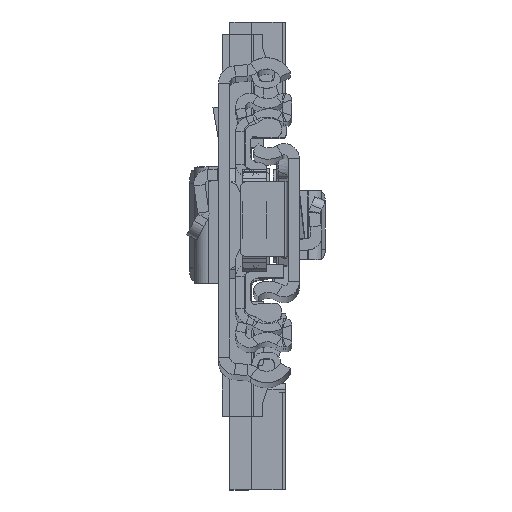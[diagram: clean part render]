
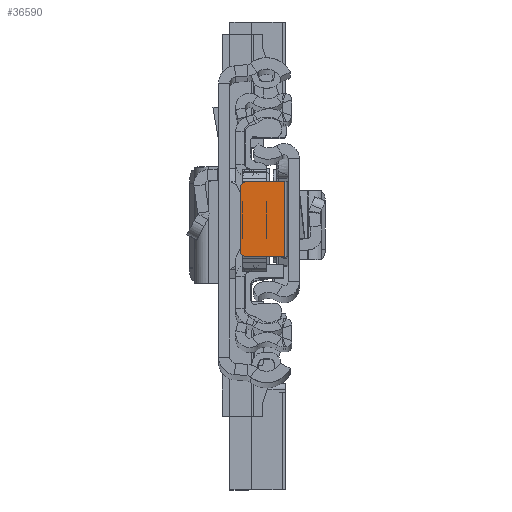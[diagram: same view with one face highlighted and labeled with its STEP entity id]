
A CAD part, top view. The second image highlights one B-rep face of the part: STEP entity #36590.
In plain terms, the highlighted planar face has unit normal (0, 0, 1).
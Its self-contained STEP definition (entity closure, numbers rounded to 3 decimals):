
#55 = VERTEX_POINT ( 'NONE', #27942 ) ;
#1461 = VECTOR ( 'NONE', #27436, 1000. ) ;
#2129 = EDGE_CURVE ( 'NONE', #55, #35456, #35861, .T. ) ;
#3526 = CARTESIAN_POINT ( 'NONE',  ( -9.4, 6.151, -6.8 ) ) ;
#3731 = DIRECTION ( 'NONE',  ( -1., 0., 0. ) ) ;
#3973 = CARTESIAN_POINT ( 'NONE',  ( -9.4, -4.849, -6.8 ) ) ;
#5703 = EDGE_LOOP ( 'NONE', ( #36167, #20745, #31531, #14995, #31828, #13132 ) ) ;
#8005 = DIRECTION ( 'NONE',  ( 0., 0., 1. ) ) ;
#11170 = AXIS2_PLACEMENT_3D ( 'NONE', #11534, #17611, #29191 ) ;
#11204 = VECTOR ( 'NONE', #25618, 1000. ) ;
#11355 = CARTESIAN_POINT ( 'NONE',  ( -8.4, -5.849, -6.8 ) ) ;
#11534 = CARTESIAN_POINT ( 'NONE',  ( -8.4, 5.151, -6.8 ) ) ;
#12959 = CARTESIAN_POINT ( 'NONE',  ( -8.4, -4.849, -6.8 ) ) ;
#13132 = ORIENTED_EDGE ( 'NONE', *, *, #21179, .T. ) ;
#13867 = DIRECTION ( 'NONE',  ( 1., 0., 0. ) ) ;
#14309 = CIRCLE ( 'NONE', #29340, 1. ) ;
#14570 = VERTEX_POINT ( 'NONE', #33446 ) ;
#14751 = VECTOR ( 'NONE', #36605, 1000. ) ;
#14995 = ORIENTED_EDGE ( 'NONE', *, *, #21485, .F. ) ;
#15521 = DIRECTION ( 'NONE',  ( 1., 0., 0. ) ) ;
#15666 = CARTESIAN_POINT ( 'NONE',  ( -1.8, 6.151, -6.8 ) ) ;
#16619 = PLANE ( 'NONE',  #30563 ) ;
#17611 = DIRECTION ( 'NONE',  ( 0., 0., 1. ) ) ;
#19285 = VERTEX_POINT ( 'NONE', #28835 ) ;
#20566 = CIRCLE ( 'NONE', #11170, 1. ) ;
#20745 = ORIENTED_EDGE ( 'NONE', *, *, #37340, .T. ) ;
#21179 = EDGE_CURVE ( 'NONE', #55, #19285, #20566, .T. ) ;
#21485 = EDGE_CURVE ( 'NONE', #35456, #14570, #25422, .T. ) ;
#21521 = LINE ( 'NONE', #3526, #14751 ) ;
#21723 = LINE ( 'NONE', #30924, #28683 ) ;
#25422 = LINE ( 'NONE', #37387, #11204 ) ;
#25618 = DIRECTION ( 'NONE',  ( 0., -1., 0. ) ) ;
#26156 = CARTESIAN_POINT ( 'NONE',  ( -2.3, 6.151, -6.8 ) ) ;
#27283 = VERTEX_POINT ( 'NONE', #11355 ) ;
#27436 = DIRECTION ( 'NONE',  ( 1., 0., 0. ) ) ;
#27942 = CARTESIAN_POINT ( 'NONE',  ( -8.4, 6.151, -6.8 ) ) ;
#28683 = VECTOR ( 'NONE', #3731, 1000. ) ;
#28835 = CARTESIAN_POINT ( 'NONE',  ( -9.4, 5.151, -6.8 ) ) ;
#29191 = DIRECTION ( 'NONE',  ( 1., 0., 0. ) ) ;
#29340 = AXIS2_PLACEMENT_3D ( 'NONE', #12959, #33919, #15521 ) ;
#30563 = AXIS2_PLACEMENT_3D ( 'NONE', #31705, #8005, #13867 ) ;
#30924 = CARTESIAN_POINT ( 'NONE',  ( -9.4, -5.849, -6.8 ) ) ;
#31531 = ORIENTED_EDGE ( 'NONE', *, *, #35363, .F. ) ;
#31705 = CARTESIAN_POINT ( 'NONE',  ( 0., 0., -6.8 ) ) ;
#31828 = ORIENTED_EDGE ( 'NONE', *, *, #2129, .F. ) ;
#32131 = EDGE_CURVE ( 'NONE', #37315, #19285, #21521, .T. ) ;
#33446 = CARTESIAN_POINT ( 'NONE',  ( -2.3, -5.849, -6.8 ) ) ;
#33919 = DIRECTION ( 'NONE',  ( 0., 0., 1. ) ) ;
#34827 = FACE_OUTER_BOUND ( 'NONE', #5703, .T. ) ;
#35363 = EDGE_CURVE ( 'NONE', #14570, #27283, #21723, .T. ) ;
#35456 = VERTEX_POINT ( 'NONE', #26156 ) ;
#35861 = LINE ( 'NONE', #15666, #1461 ) ;
#36167 = ORIENTED_EDGE ( 'NONE', *, *, #32131, .F. ) ;
#36590 = ADVANCED_FACE ( 'NONE', ( #34827 ), #16619, .T. ) ;
#36605 = DIRECTION ( 'NONE',  ( 0., 1., 0. ) ) ;
#37315 = VERTEX_POINT ( 'NONE', #3973 ) ;
#37340 = EDGE_CURVE ( 'NONE', #37315, #27283, #14309, .T. ) ;
#37387 = CARTESIAN_POINT ( 'NONE',  ( -2.3, 6.151, -6.8 ) ) ;
